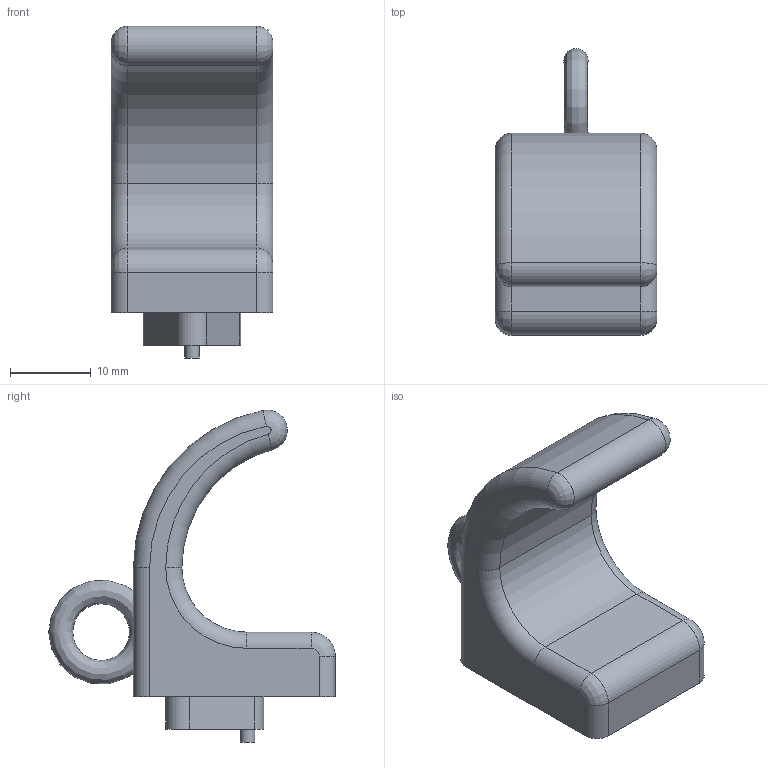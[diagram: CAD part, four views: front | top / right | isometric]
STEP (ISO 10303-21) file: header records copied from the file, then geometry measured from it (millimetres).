
FILE_DESCRIPTION(('FreeCAD Model'),'2;1');
FILE_NAME('Open CASCADE Shape Model','2021-08-20T11:44:52',('Author'),( ''),'Open CASCADE STEP processor 7.4','FreeCAD','Unknown');
FILE_SCHEMA(('AUTOMOTIVE_DESIGN_CC2 { 1 2 10303 214 -1 1 5 4 }'));
Length unit declared in the file: millimetre
Products named in the file (2): Part; Hook
Assembly tree (1 placements, depth 2):
  Part
    Hook
Bounding box: 20 x 35.5 x 41.1 mm (x, y, z)
Volume: 8411.8 mm3; surface area: 3616.7 mm2
Topology: 1 solids, 1 shells, 41 faces, 96 edges, 61 vertices
Faces by surface type: cylinder 17, plane 13, torus 6, revolution 5
Full cylindrical faces by diameter (mm): 1.6 x2, 1.75 x1
Entity records: 1503 total; most frequent: CARTESIAN_POINT 479, DIRECTION 227, ORIENTED_EDGE 192, EDGE_CURVE 96, AXIS2_PLACEMENT_3D 93, VERTEX_POINT 60, CIRCLE 55, FACE_BOUND 46
